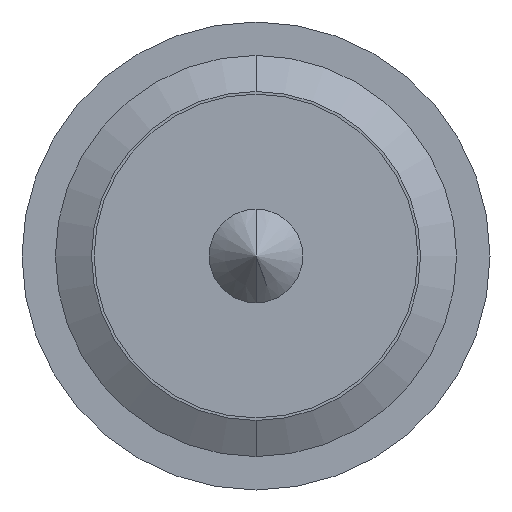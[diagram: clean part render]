
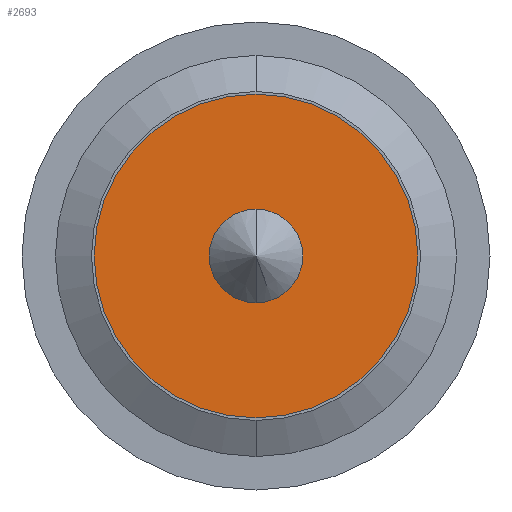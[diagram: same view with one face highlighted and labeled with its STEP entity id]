
A CAD part, front view. The second image highlights one B-rep face of the part: STEP entity #2693.
In plain terms, the highlighted planar face has unit normal (0, -1, 0).
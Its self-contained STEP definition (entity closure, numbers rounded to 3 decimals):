
#168 = ORIENTED_EDGE ( 'NONE', *, *, #1734, .F. ) ;
#276 = PLANE ( 'NONE',  #1496 ) ;
#321 = EDGE_CURVE ( 'Defeature ausgef�hrt2_84+Defeature ausgef�hrt2_86+Defeature ausgef�hrt2_86+Defeature ausgef�hrt2_86', #4923, #499, #4695, .T. ) ;
#461 = AXIS2_PLACEMENT_3D ( 'NONE', #4984, #2865, #5425 ) ;
#499 = VERTEX_POINT ( 'NONE', #5145 ) ;
#611 = DIRECTION ( 'NONE',  ( 0., 0., 1. ) ) ;
#616 = CIRCLE ( 'NONE', #1456, 1.21 ) ;
#802 = CARTESIAN_POINT ( 'NONE',  ( 0., -0.25, 0. ) ) ;
#1456 = AXIS2_PLACEMENT_3D ( 'NONE', #5016, #4578, #5434 ) ;
#1496 = AXIS2_PLACEMENT_3D ( 'NONE', #3637, #5364, #611 ) ;
#1657 = CARTESIAN_POINT ( 'NONE',  ( 0., -0.25, -0.35 ) ) ;
#1734 = EDGE_CURVE ( 'Defeature ausgef�hrt2_83+Defeature ausgef�hrt2_84+Defeature ausgef�hrt2_84+Defeature ausgef�hrt2_84', #5527, #5525, #616, .T. ) ;
#1906 = EDGE_CURVE ( 'Defeature ausgef�hrt2_84+Defeature ausgef�hrt2_86+Defeature ausgef�hrt2_86+Defeature ausgef�hrt2_86', #499, #4923, #3371, .T. ) ;
#2194 = ORIENTED_EDGE ( 'NONE', *, *, #1906, .T. ) ;
#2406 = EDGE_LOOP ( 'NONE', ( #5372, #2194 ) ) ;
#2427 = CARTESIAN_POINT ( 'NONE',  ( 0., -0.25, 0. ) ) ;
#2486 = CARTESIAN_POINT ( 'NONE',  ( 0., -0.25, -1.21 ) ) ;
#2535 = DIRECTION ( 'NONE',  ( 0., 0., 1. ) ) ;
#2693 = ADVANCED_FACE ( 'Defeature ausgef�hrt2_84', ( #3965, #5414 ), #276, .F. ) ;
#2865 = DIRECTION ( 'NONE',  ( 0., 1., 0. ) ) ;
#3371 = CIRCLE ( 'NONE', #4415, 0.35 ) ;
#3621 = DIRECTION ( 'NONE',  ( 0., 0., 1. ) ) ;
#3637 = CARTESIAN_POINT ( 'NONE',  ( 0.355, -0.25, 0. ) ) ;
#3965 = FACE_BOUND ( 'NONE', #2406, .T. ) ;
#4415 = AXIS2_PLACEMENT_3D ( 'NONE', #802, #5096, #2535 ) ;
#4578 = DIRECTION ( 'NONE',  ( 0., 1., 0. ) ) ;
#4618 = AXIS2_PLACEMENT_3D ( 'NONE', #2427, #4924, #3621 ) ;
#4695 = CIRCLE ( 'NONE', #4618, 0.35 ) ;
#4752 = EDGE_CURVE ( 'Defeature ausgef�hrt2_83+Defeature ausgef�hrt2_84+Defeature ausgef�hrt2_84+Defeature ausgef�hrt2_84', #5525, #5527, #5179, .T. ) ;
#4923 = VERTEX_POINT ( 'NONE', #1657 ) ;
#4924 = DIRECTION ( 'NONE',  ( 0., 1., 0. ) ) ;
#4984 = CARTESIAN_POINT ( 'NONE',  ( 0., -0.25, 0. ) ) ;
#5016 = CARTESIAN_POINT ( 'NONE',  ( 0., -0.25, 0. ) ) ;
#5061 = CARTESIAN_POINT ( 'NONE',  ( 0., -0.25, 1.21 ) ) ;
#5094 = EDGE_LOOP ( 'NONE', ( #5142, #168 ) ) ;
#5096 = DIRECTION ( 'NONE',  ( 0., 1., 0. ) ) ;
#5142 = ORIENTED_EDGE ( 'NONE', *, *, #4752, .F. ) ;
#5145 = CARTESIAN_POINT ( 'NONE',  ( 0., -0.25, 0.35 ) ) ;
#5179 = CIRCLE ( 'NONE', #461, 1.21 ) ;
#5364 = DIRECTION ( 'NONE',  ( 0., 1., 0. ) ) ;
#5372 = ORIENTED_EDGE ( 'NONE', *, *, #321, .T. ) ;
#5414 = FACE_OUTER_BOUND ( 'NONE', #5094, .T. ) ;
#5425 = DIRECTION ( 'NONE',  ( 0., 0., 1. ) ) ;
#5434 = DIRECTION ( 'NONE',  ( 0., 0., 1. ) ) ;
#5525 = VERTEX_POINT ( 'NONE', #5061 ) ;
#5527 = VERTEX_POINT ( 'NONE', #2486 ) ;
